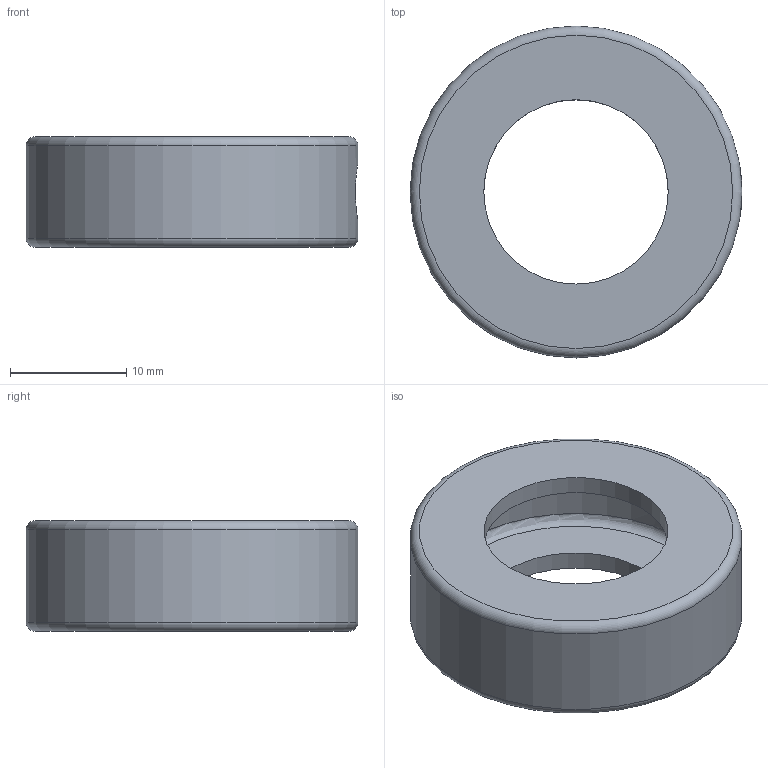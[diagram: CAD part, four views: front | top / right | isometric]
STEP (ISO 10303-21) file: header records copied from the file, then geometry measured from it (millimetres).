
FILE_DESCRIPTION(/* description */ (''),/* implementation_level */ '2;1');
FILE_NAME(/* name */ 'MISC_ShaftCollar_SC10.ipt.step',/* time_stamp */ '2015-01-02T19:26:13-08:00',/* author */ ('Autodesk Inc.'),/* organization */ ('Autodesk Inc.'),/* preprocessor_version */ 'ST-DEVELOPER v15.6',/* originating_system */ 'Autodesk Inventor 2015',/* authorisation */ '');
FILE_SCHEMA (('AUTOMOTIVE_DESIGN { 1 0 10303 214 3 1 1 }'));
Length unit declared in the file: inch
Products named in the file (1): MISC_ShaftCollar_SC10
Bounding box: 28.57 x 28.57 x 9.53 mm (x, y, z)
Volume: 2228.7 mm3; surface area: 2893.7 mm2
Topology: 1 solids, 1 shells, 13 faces, 32 edges, 21 vertices
Faces by surface type: cylinder 5, torus 4, plane 4
Full cylindrical faces by diameter (mm): 4.978 x1, 15.875 x2, 28.575 x1
Entity records: 434 total; most frequent: CARTESIAN_POINT 160, DIRECTION 52, ORIENTED_EDGE 36, EDGE_LOOP 26, AXIS2_PLACEMENT_3D 26, EDGE_CURVE 18, VERTEX_POINT 16, FACE_BOUND 13
